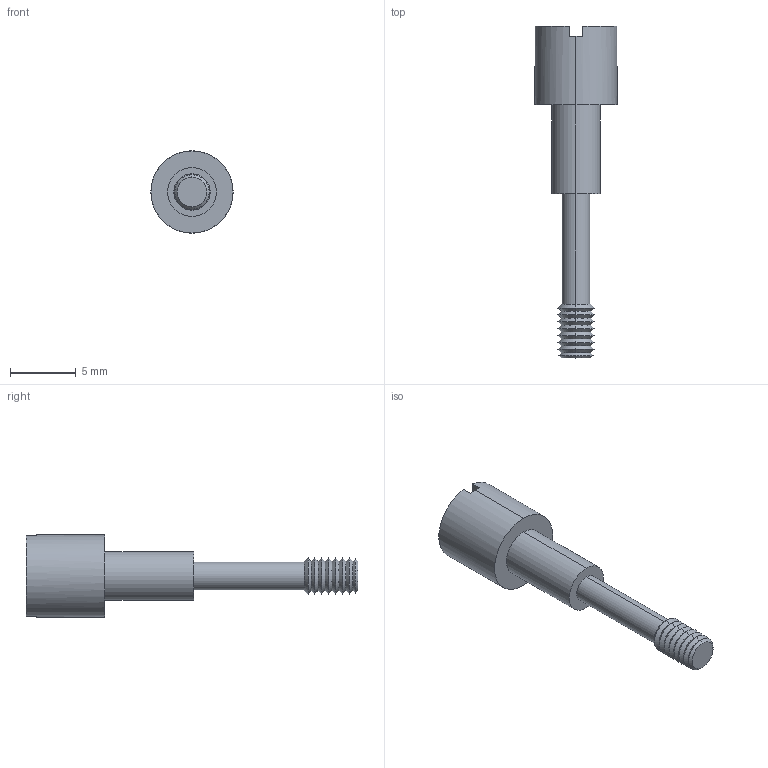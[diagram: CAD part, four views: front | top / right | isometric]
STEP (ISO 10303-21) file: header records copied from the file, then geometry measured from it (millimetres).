
FILE_DESCRIPTION (( 'STEP AP214' ), '1' );
FILE_NAME ('CTL-T-SCREW.STEP', '2012-11-14T16:13:29', ( 'x' ), ( '' ), 'SwSTEP 2.0', 'SolidWorks 2012', '' );
FILE_SCHEMA (( 'AUTOMOTIVE_DESIGN' ));
Length unit declared in the file: inch
Products named in the file (1): CTL-T-SCREW
Bounding box: 6.22 x 25.15 x 6.22 mm (x, y, z)
Volume: 296.7 mm3; surface area: 363.6 mm2
Topology: 1 solids, 1 shells, 49 faces, 100 edges, 56 vertices
Faces by surface type: cone 32, plane 9, cylinder 8
Entity records: 1934 total; most frequent: DIRECTION 252, CARTESIAN_POINT 206, ORIENTED_EDGE 200, AXIS2_PLACEMENT_3D 102, EDGE_CURVE 100, VERTEX_POINT 56, CIRCLE 52, EDGE_LOOP 52
